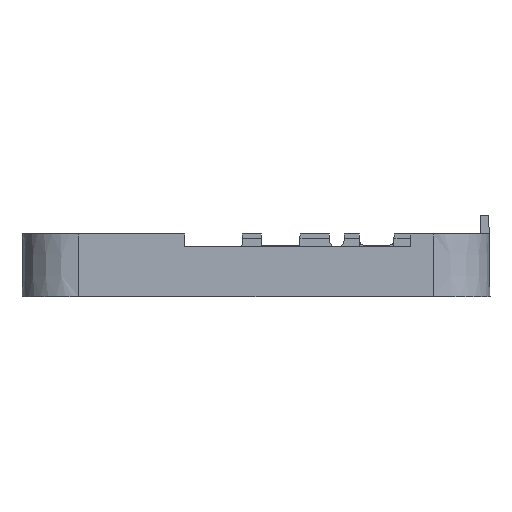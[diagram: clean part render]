
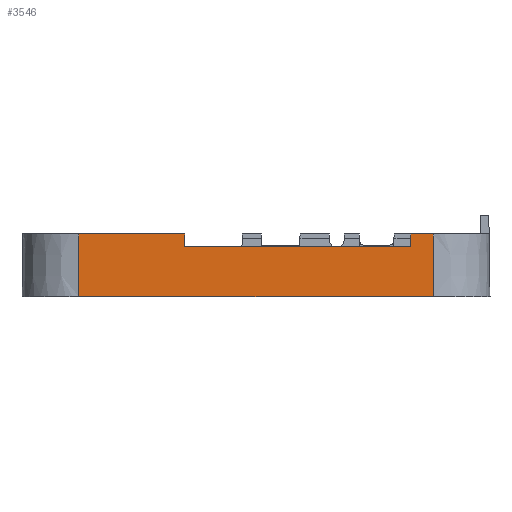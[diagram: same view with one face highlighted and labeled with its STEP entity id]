
A CAD part, left-side view. The second image highlights one B-rep face of the part: STEP entity #3546.
In plain terms, the highlighted planar face has unit normal (-1, 0, 0.017).
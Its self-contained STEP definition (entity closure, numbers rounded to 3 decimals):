
#281=FACE_OUTER_BOUND('',#472,.T.);
#472=EDGE_LOOP('',(#2390,#2391,#2392,#2393,#2394,#2395,#2396,#2397,#2398,
#2399));
#704=LINE('',#5175,#1067);
#715=LINE('',#5216,#1078);
#716=LINE('',#5218,#1079);
#717=LINE('',#5220,#1080);
#718=LINE('',#5221,#1081);
#719=LINE('',#5223,#1082);
#720=LINE('',#5225,#1083);
#721=LINE('',#5227,#1084);
#722=LINE('',#5229,#1085);
#723=LINE('',#5230,#1086);
#1067=VECTOR('',#4142,10.);
#1078=VECTOR('',#4185,10.);
#1079=VECTOR('',#4186,10.001);
#1080=VECTOR('',#4187,10.);
#1081=VECTOR('',#4188,10.001);
#1082=VECTOR('',#4189,1000.);
#1083=VECTOR('',#4190,10.);
#1084=VECTOR('',#4191,1000.);
#1085=VECTOR('',#4192,10.);
#1086=VECTOR('',#4193,1000.);
#1425=VERTEX_POINT('',#5172);
#1426=VERTEX_POINT('',#5174);
#1439=VERTEX_POINT('',#5214);
#1440=VERTEX_POINT('',#5215);
#1441=VERTEX_POINT('',#5217);
#1442=VERTEX_POINT('',#5219);
#1443=VERTEX_POINT('',#5222);
#1444=VERTEX_POINT('',#5224);
#1445=VERTEX_POINT('',#5226);
#1446=VERTEX_POINT('',#5228);
#1796=EDGE_CURVE('',#1425,#1426,#704,.F.);
#1816=EDGE_CURVE('',#1439,#1440,#715,.F.);
#1817=EDGE_CURVE('',#1441,#1439,#716,.T.);
#1818=EDGE_CURVE('',#1441,#1442,#717,.T.);
#1819=EDGE_CURVE('',#1426,#1442,#718,.T.);
#1820=EDGE_CURVE('',#1425,#1443,#719,.T.);
#1821=EDGE_CURVE('',#1443,#1444,#720,.T.);
#1822=EDGE_CURVE('',#1444,#1445,#721,.T.);
#1823=EDGE_CURVE('',#1445,#1446,#722,.T.);
#1824=EDGE_CURVE('',#1446,#1440,#723,.T.);
#2390=ORIENTED_EDGE('',*,*,#1816,.F.);
#2391=ORIENTED_EDGE('',*,*,#1817,.F.);
#2392=ORIENTED_EDGE('',*,*,#1818,.T.);
#2393=ORIENTED_EDGE('',*,*,#1819,.F.);
#2394=ORIENTED_EDGE('',*,*,#1796,.F.);
#2395=ORIENTED_EDGE('',*,*,#1820,.T.);
#2396=ORIENTED_EDGE('',*,*,#1821,.T.);
#2397=ORIENTED_EDGE('',*,*,#1822,.T.);
#2398=ORIENTED_EDGE('',*,*,#1823,.T.);
#2399=ORIENTED_EDGE('',*,*,#1824,.T.);
#3395=PLANE('',#3767);
#3546=ADVANCED_FACE('',(#281),#3395,.T.);
#3767=AXIS2_PLACEMENT_3D('',#5213,#4183,#4184);
#4142=DIRECTION('',(0.,1.,0.));
#4183=DIRECTION('center_axis',(-1.,0.,
0.017));
#4184=DIRECTION('ref_axis',(0.,1.,0.));
#4185=DIRECTION('',(0.,1.,0.));
#4186=DIRECTION('',(0.017,0.001,1.));
#4187=DIRECTION('',(0.,-1.,0.));
#4188=DIRECTION('',(-0.017,0.001,-1.));
#4189=DIRECTION('',(-0.017,0.009,-1.));
#4190=DIRECTION('',(0.,1.,0.));
#4191=DIRECTION('',(-0.017,0.009,-1.));
#4192=DIRECTION('',(0.,1.,0.));
#4193=DIRECTION('',(0.017,0.009,1.));
#5172=CARTESIAN_POINT('',(-3.209,15.662,1.083));
#5174=CARTESIAN_POINT('',(-3.209,10.269,1.083));
#5175=CARTESIAN_POINT('',(-3.209,74.183,1.083));
#5213=CARTESIAN_POINT('Origin',(-3.227,95.471,0.001));
#5214=CARTESIAN_POINT('',(-3.209,95.522,1.083));
#5215=CARTESIAN_POINT('',(-3.209,70.027,1.083));
#5216=CARTESIAN_POINT('',(-3.209,74.183,1.083));
#5217=CARTESIAN_POINT('',(-3.459,95.504,-14.));
#5218=CARTESIAN_POINT('',(-3.311,95.515,-5.062));
#5219=CARTESIAN_POINT('',(-3.459,10.287,-14.));
#5220=CARTESIAN_POINT('',(-3.459,74.183,-14.));
#5221=CARTESIAN_POINT('',(-3.316,10.277,-5.386));
#5222=CARTESIAN_POINT('',(-3.255,15.686,-1.684));
#5223=CARTESIAN_POINT('',(-3.22,15.667,0.458));
#5224=CARTESIAN_POINT('',(-3.255,15.687,-1.684));
#5225=CARTESIAN_POINT('',(-3.255,67.992,-1.684));
#5226=CARTESIAN_POINT('',(-3.26,15.69,-1.984));
#5227=CARTESIAN_POINT('',(-3.216,15.667,0.646));
#5228=CARTESIAN_POINT('',(-3.26,70.,-1.984));
#5229=CARTESIAN_POINT('',(-3.26,82.853,-1.984));
#5230=CARTESIAN_POINT('',(-3.211,70.025,0.949));
